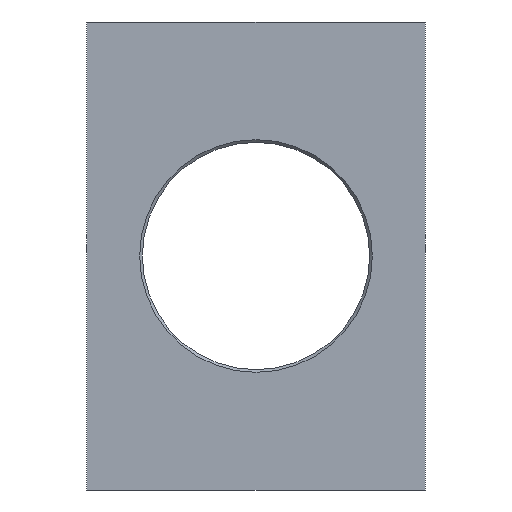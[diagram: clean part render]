
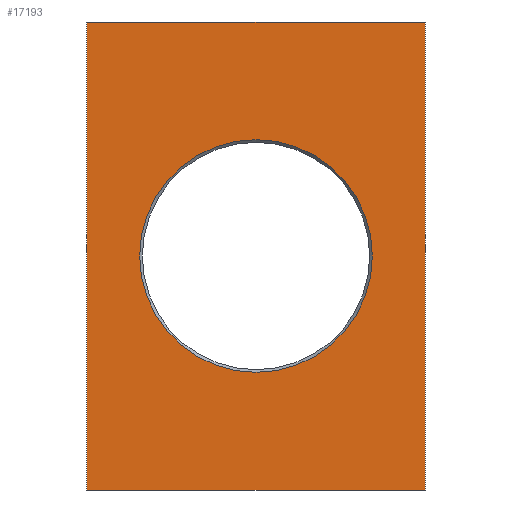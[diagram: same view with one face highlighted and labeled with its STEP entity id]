
A CAD part, front view. The second image highlights one B-rep face of the part: STEP entity #17193.
In plain terms, the highlighted planar face has unit normal (0, -1, 0).
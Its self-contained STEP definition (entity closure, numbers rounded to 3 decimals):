
#1455=FACE_BOUND('',#3041,.T.);
#1553=PLANE('',#18200);
#2057=FACE_OUTER_BOUND('',#3040,.T.);
#3040=EDGE_LOOP('',(#11897,#11898,#11899,#11900));
#3041=EDGE_LOOP('',(#11901));
#4121=LINE('',#21472,#5782);
#4122=LINE('',#21474,#5783);
#4123=LINE('',#21476,#5784);
#4124=LINE('',#21477,#5785);
#5782=VECTOR('',#18745,10.);
#5783=VECTOR('',#18746,10.);
#5784=VECTOR('',#18747,10.);
#5785=VECTOR('',#18748,10.);
#7441=CIRCLE('',#18195,22.);
#7471=VERTEX_POINT('',#21458);
#7475=VERTEX_POINT('',#21470);
#7476=VERTEX_POINT('',#21471);
#7477=VERTEX_POINT('',#21473);
#7478=VERTEX_POINT('',#21475);
#9237=EDGE_CURVE('',#7471,#7471,#7441,.T.);
#9243=EDGE_CURVE('',#7475,#7476,#4121,.T.);
#9244=EDGE_CURVE('',#7476,#7477,#4122,.T.);
#9245=EDGE_CURVE('',#7477,#7478,#4123,.T.);
#9246=EDGE_CURVE('',#7478,#7475,#4124,.T.);
#11897=ORIENTED_EDGE('',*,*,#9243,.T.);
#11898=ORIENTED_EDGE('',*,*,#9244,.T.);
#11899=ORIENTED_EDGE('',*,*,#9245,.T.);
#11900=ORIENTED_EDGE('',*,*,#9246,.T.);
#11901=ORIENTED_EDGE('',*,*,#9237,.F.);
#17193=ADVANCED_FACE('',(#2057,#1455),#1553,.T.);
#18195=AXIS2_PLACEMENT_3D('',#21459,#18731,#18732);
#18200=AXIS2_PLACEMENT_3D('',#21469,#18743,#18744);
#18731=DIRECTION('center_axis',(0.,-1.,0.));
#18732=DIRECTION('ref_axis',(1.,0.,0.));
#18743=DIRECTION('center_axis',(0.,-1.,0.));
#18744=DIRECTION('ref_axis',(0.,0.,-1.));
#18745=DIRECTION('',(0.,0.,1.));
#18746=DIRECTION('',(-1.,0.,0.));
#18747=DIRECTION('',(0.,0.,-1.));
#18748=DIRECTION('',(1.,0.,0.));
#21458=CARTESIAN_POINT('',(-22.,-2.,0.));
#21459=CARTESIAN_POINT('Origin',(0.,-2.,0.));
#21469=CARTESIAN_POINT('Origin',(0.,-2.,-41.75));
#21470=CARTESIAN_POINT('',(32.,-2.,-44.25));
#21471=CARTESIAN_POINT('',(32.,-2.,44.25));
#21472=CARTESIAN_POINT('',(32.,-2.,-44.25));
#21473=CARTESIAN_POINT('',(-32.,-2.,44.25));
#21474=CARTESIAN_POINT('',(32.,-2.,44.25));
#21475=CARTESIAN_POINT('',(-32.,-2.,-44.25));
#21476=CARTESIAN_POINT('',(-32.,-2.,44.25));
#21477=CARTESIAN_POINT('',(-32.,-2.,-44.25));
